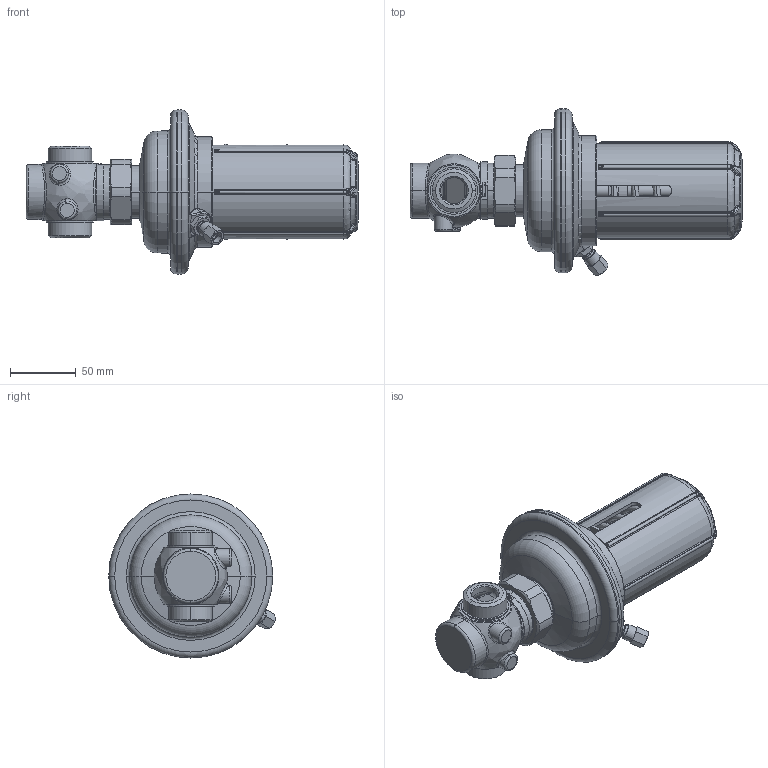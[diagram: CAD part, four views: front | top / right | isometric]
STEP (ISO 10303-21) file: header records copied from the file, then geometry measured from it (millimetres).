
FILE_DESCRIPTION((''),'2;1');
FILE_NAME('003H6286','2015-02-23T',('u317927'),('Danfoss'),'PRO/ENGINEER BY PARAMETRIC TECHNOLOGY CORPORATION, 2014000','PRO/ENGINEER BY PARAMETRIC TECHNOLOGY CORPORATION, 2014000','');
FILE_SCHEMA(('CONFIG_CONTROL_DESIGN'));
Products named in the file (1): 003H6286
Bounding box: 253.38 x 127.07 x 125.18 mm (x, y, z)
Volume: 397699.7 mm3; surface area: 215374.9 mm2
Topology: 3 solids, 3 shells, 1226 faces, 2870 edges, 1689 vertices
Faces by surface type: bspline 296, cylinder 290, plane 270, cone 183, torus 174, sphere 13
Entity records: 55706 total; most frequent: CARTESIAN_POINT 29687, ORIENTED_EDGE 5716, DIRECTION 5136, EDGE_CURVE 2858, AXIS2_PLACEMENT_3D 2194, VERTEX_POINT 1688, EDGE_LOOP 1308, CIRCLE 1264
